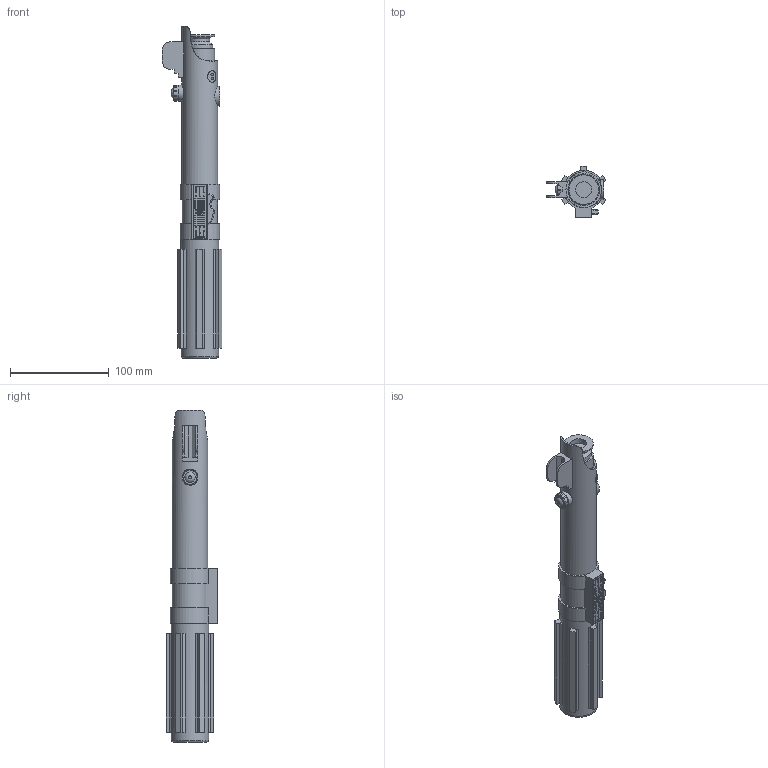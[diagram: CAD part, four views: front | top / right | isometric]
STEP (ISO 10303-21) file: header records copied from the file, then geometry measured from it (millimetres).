
FILE_DESCRIPTION(/* description */ ('STEP AP242','CAx-IF Rec.Pracs.---Representation and Presentation of Product Manufacturing Information (PMI)---4.0---2014-10-13','CAx-IF Rec.Pracs.---3D Tessellated Geometry---0.4---2014-09-14','2;1'),/* implementation_level */ '2;1');
FILE_NAME(/* name */ '66747b0533d15b776680e1c2',/* time_stamp */ '2024-06-20T18:55:02Z',/* author */ (''),/* organization */ (''),/* preprocessor_version */ 'ST-DEVELOPER v20',/* originating_system */ ' ',/* authorisation */ ' ');
FILE_SCHEMA (('AP242_MANAGED_MODEL_BASED_3D_ENGINEERING_MIM_LF { 1 0 10303 442 1 1 4 }'));
Length unit declared in the file: metre
Products named in the file (1): Anakin's Hilt
Bounding box: 60.28 x 52 x 336 mm (x, y, z)
Volume: 378357.8 mm3; surface area: 57631 mm2
Topology: 1 solids, 2 shells, 408 faces, 1036 edges, 682 vertices
Faces by surface type: plane 323, cylinder 58, bspline 24, cone 3
Full cylindrical faces by diameter (mm): 1 x8, 2 x4, 12 x2, 16 x2, 18 x1, 20 x2, 28 x1, 30 x1, 32 x1, 36 x1, 38 x1
Entity records: 14320 total; most frequent: CARTESIAN_POINT 3772, ORIENTED_EDGE 1968, DIRECTION 1809, EDGE_CURVE 984, LINE 749, VECTOR 749, VERTEX_POINT 664, AXIS2_PLACEMENT_3D 530
